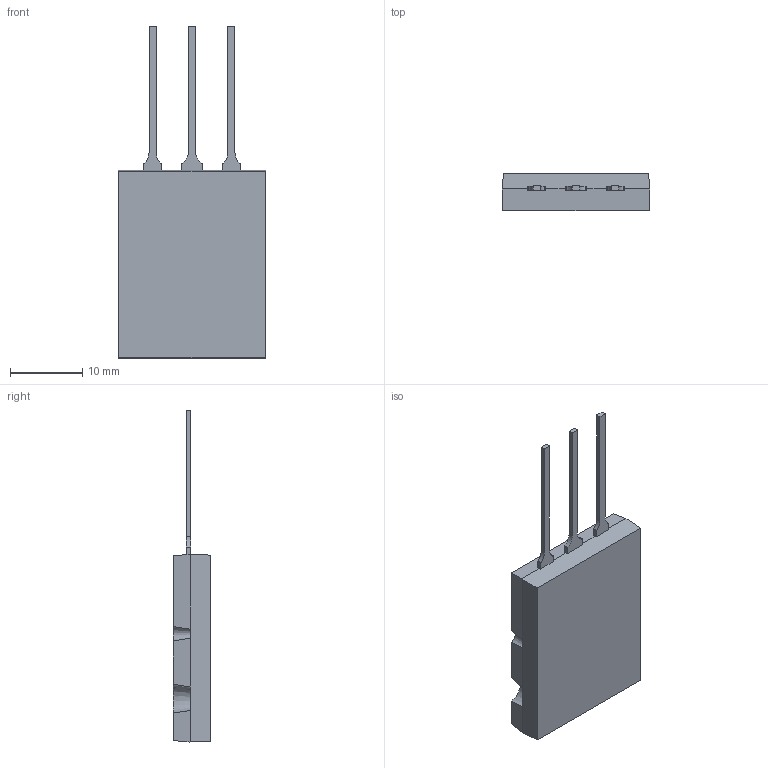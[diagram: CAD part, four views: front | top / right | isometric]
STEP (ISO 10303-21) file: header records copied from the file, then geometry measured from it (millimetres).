
FILE_DESCRIPTION (( 'STEP AP214' ), '1' );
FILE_NAME ('2SA1943-O(Q).STEP', '2021-06-15T08:26:26', ( '' ), ( '' ), 'SwSTEP 2.0', 'SolidWorks 2018', '' );
FILE_SCHEMA (( 'AUTOMOTIVE_DESIGN' ));
Length unit declared in the file: millimetre
Products named in the file (1): 2SA1943-O(Q)
Bounding box: 20.5 x 5.2 x 46 mm (x, y, z)
Volume: 2739 mm3; surface area: 1767.5 mm2
Topology: 4 solids, 4 shells, 85 faces, 211 edges, 138 vertices
Faces by surface type: plane 67, cylinder 14, cone 4
Entity records: 3513 total; most frequent: CARTESIAN_POINT 471, ORIENTED_EDGE 422, DIRECTION 411, EDGE_CURVE 211, LINE 167, VECTOR 167, VERTEX_POINT 138, AXIS2_PLACEMENT_3D 122
